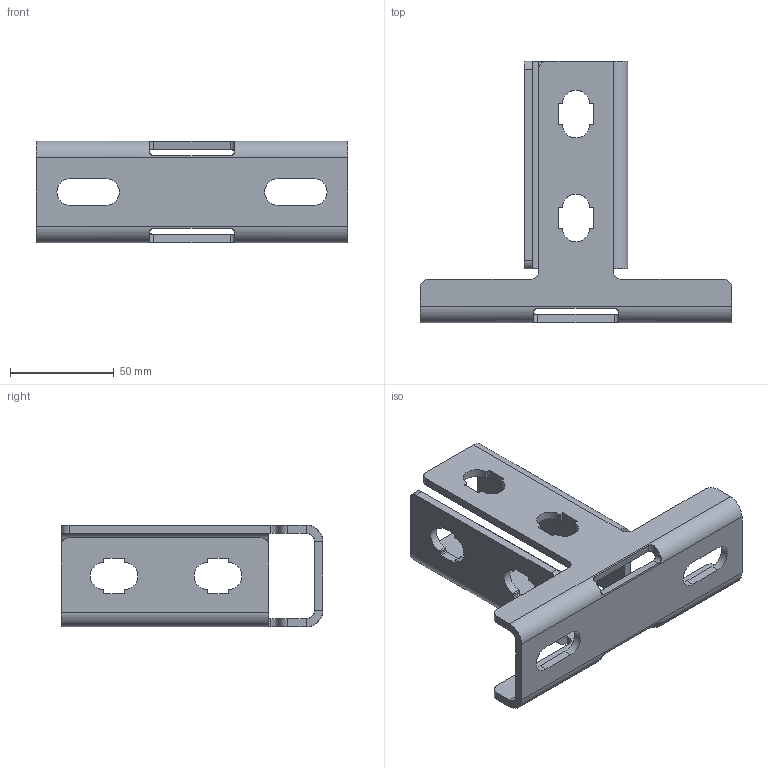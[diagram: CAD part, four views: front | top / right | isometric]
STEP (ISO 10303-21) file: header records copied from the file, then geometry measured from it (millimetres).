
FILE_DESCRIPTION((''),'2;1');
FILE_NAME('714123','2018-11-08T19:07:47',('tomasz.grudniewski'),(''),'CREO PARAMETRIC BY PTC INC, 2018260','CREO PARAMETRIC BY PTC INC, 2018260','');
FILE_SCHEMA(('CONFIG_CONTROL_DESIGN'));
Length unit declared in the file: millimetre
Products named in the file (1): 714123
Bounding box: 150 x 126 x 49 mm (x, y, z)
Volume: 96863.5 mm3; surface area: 56044.4 mm2
Topology: 1 solids, 1 shells, 214 faces, 604 edges, 392 vertices
Faces by surface type: cylinder 114, plane 100
Entity records: 7118 total; most frequent: CARTESIAN_POINT 1322, DIRECTION 1236, ORIENTED_EDGE 1208, EDGE_CURVE 604, AXIS2_PLACEMENT_3D 434, VERTEX_POINT 392, VECTOR 368, LINE 368
